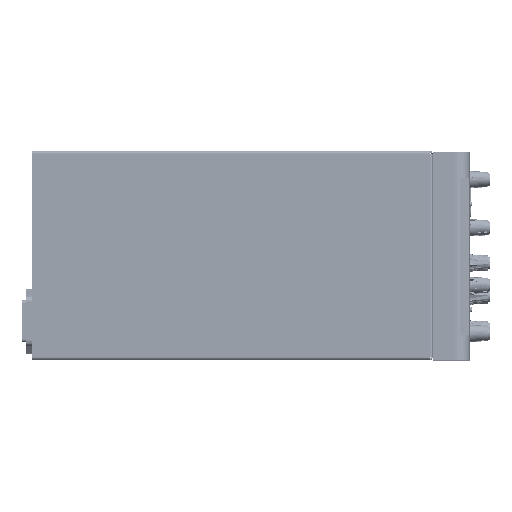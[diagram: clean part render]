
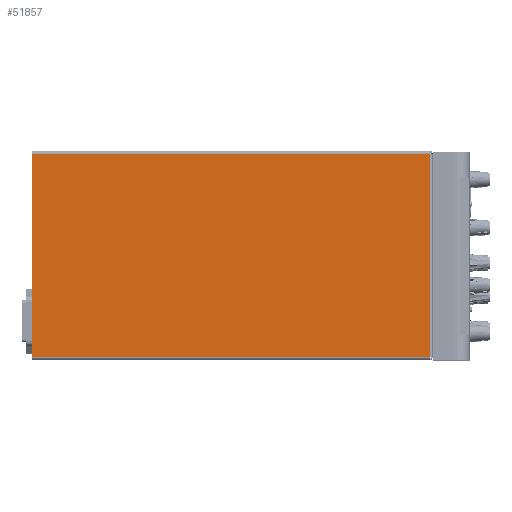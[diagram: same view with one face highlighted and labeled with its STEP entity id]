
A CAD part, top view. The second image highlights one B-rep face of the part: STEP entity #51857.
In plain terms, the highlighted face is planar.
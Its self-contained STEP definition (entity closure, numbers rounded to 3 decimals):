
#442 = CARTESIAN_POINT ( 'NONE',  ( 0., 0., -0.8 ) ) ;
#710 = DIRECTION ( 'NONE',  ( 0., 1., 0. ) ) ;
#1340 = EDGE_CURVE ( 'NONE', #21791, #85626, #52871, .T. ) ;
#7425 = EDGE_CURVE ( 'NONE', #43761, #45824, #16729, .T. ) ;
#8696 = FACE_OUTER_BOUND ( 'NONE', #34351, .T. ) ;
#8972 = CARTESIAN_POINT ( 'NONE',  ( 64.713, 0., -0.8 ) ) ;
#12946 = CARTESIAN_POINT ( 'NONE',  ( -64.713, -126.5, -0.8 ) ) ;
#14971 = ORIENTED_EDGE ( 'NONE', *, *, #1340, .T. ) ;
#16729 = LINE ( 'NONE', #8972, #84936 ) ;
#18359 = CARTESIAN_POINT ( 'NONE',  ( 64.713, 126.5, -0.8 ) ) ;
#18449 = VECTOR ( 'NONE', #67418, 1000. ) ;
#21791 = VERTEX_POINT ( 'NONE', #12946 ) ;
#24985 = VECTOR ( 'NONE', #60352, 1000. ) ;
#27263 = ORIENTED_EDGE ( 'NONE', *, *, #7425, .F. ) ;
#31909 = CARTESIAN_POINT ( 'NONE',  ( 64.713, -126.5, -0.8 ) ) ;
#34351 = EDGE_LOOP ( 'NONE', ( #27263, #50420, #14971, #49631 ) ) ;
#34598 = AXIS2_PLACEMENT_3D ( 'NONE', #442, #74218, #67908 ) ;
#38800 = CARTESIAN_POINT ( 'NONE',  ( -64.713, 0., -0.8 ) ) ;
#42437 = LINE ( 'NONE', #87022, #24985 ) ;
#43761 = VERTEX_POINT ( 'NONE', #31909 ) ;
#44134 = PLANE ( 'NONE',  #34598 ) ;
#45369 = EDGE_CURVE ( 'NONE', #21791, #43761, #42437, .T. ) ;
#45824 = VERTEX_POINT ( 'NONE', #18359 ) ;
#49151 = EDGE_CURVE ( 'NONE', #45824, #85626, #60129, .T. ) ;
#49631 = ORIENTED_EDGE ( 'NONE', *, *, #49151, .F. ) ;
#50420 = ORIENTED_EDGE ( 'NONE', *, *, #45369, .F. ) ;
#51857 = ADVANCED_FACE ( 'NONE', ( #8696 ), #44134, .F. ) ;
#52871 = LINE ( 'NONE', #38800, #18449 ) ;
#59044 = VECTOR ( 'NONE', #89684, 1000. ) ;
#60129 = LINE ( 'NONE', #82875, #59044 ) ;
#60352 = DIRECTION ( 'NONE',  ( 1., 0., 0. ) ) ;
#67418 = DIRECTION ( 'NONE',  ( 0., 1., 0. ) ) ;
#67908 = DIRECTION ( 'NONE',  ( 1., 0., 0. ) ) ;
#74218 = DIRECTION ( 'NONE',  ( 0., 0., 1. ) ) ;
#82875 = CARTESIAN_POINT ( 'NONE',  ( 215.25, 126.5, -0.8 ) ) ;
#84936 = VECTOR ( 'NONE', #710, 1000. ) ;
#84943 = CARTESIAN_POINT ( 'NONE',  ( -64.713, 126.5, -0.8 ) ) ;
#85626 = VERTEX_POINT ( 'NONE', #84943 ) ;
#87022 = CARTESIAN_POINT ( 'NONE',  ( 215.25, -126.5, -0.8 ) ) ;
#89684 = DIRECTION ( 'NONE',  ( -1., 0., 0. ) ) ;
